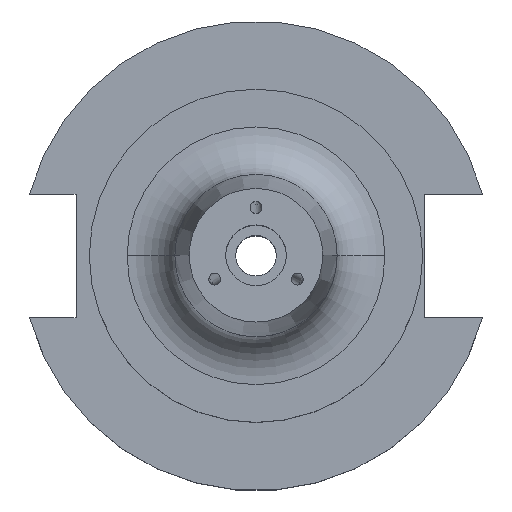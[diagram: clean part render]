
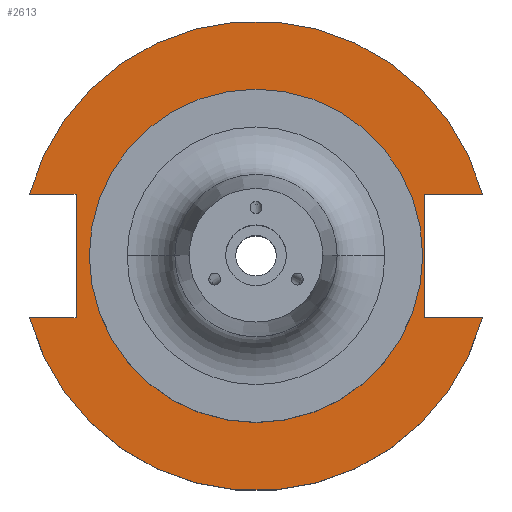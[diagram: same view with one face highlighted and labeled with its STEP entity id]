
A CAD part, top view. The second image highlights one B-rep face of the part: STEP entity #2613.
In plain terms, the highlighted planar face has unit normal (0, 0, 1).
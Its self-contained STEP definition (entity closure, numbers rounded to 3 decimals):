
#29 = FACE_OUTER_BOUND ( 'NONE', #2022, .T. ) ;
#40 = CARTESIAN_POINT ( 'NONE',  ( -34.925, 0., 19.05 ) ) ;
#46 = DIRECTION ( 'NONE',  ( -1., 0., 0. ) ) ;
#77 = CARTESIAN_POINT ( 'NONE',  ( -47.477, 12.954, 19.05 ) ) ;
#127 = VECTOR ( 'NONE', #425, 1000. ) ;
#137 = CIRCLE ( 'NONE', #2333, 34.925 ) ;
#162 = CARTESIAN_POINT ( 'NONE',  ( -37.719, 12.954, 19.05 ) ) ;
#176 = DIRECTION ( 'NONE',  ( 1., 0., 0. ) ) ;
#218 = DIRECTION ( 'NONE',  ( 0., 0., 1. ) ) ;
#232 = CARTESIAN_POINT ( 'NONE',  ( 35.306, 12.954, 19.05 ) ) ;
#313 = CARTESIAN_POINT ( 'NONE',  ( -63.719, 12.954, 19.05 ) ) ;
#345 = ORIENTED_EDGE ( 'NONE', *, *, #1882, .F. ) ;
#369 = AXIS2_PLACEMENT_3D ( 'NONE', #1629, #395, #1841 ) ;
#395 = DIRECTION ( 'NONE',  ( 0., 0., 1. ) ) ;
#423 = CARTESIAN_POINT ( 'NONE',  ( 0., 49.212, 19.05 ) ) ;
#425 = DIRECTION ( 'NONE',  ( 0., -1., 0. ) ) ;
#455 = ORIENTED_EDGE ( 'NONE', *, *, #1307, .F. ) ;
#499 = CARTESIAN_POINT ( 'NONE',  ( 47.477, 12.954, 19.05 ) ) ;
#592 = VERTEX_POINT ( 'NONE', #962 ) ;
#594 = ORIENTED_EDGE ( 'NONE', *, *, #2552, .T. ) ;
#619 = FACE_BOUND ( 'NONE', #730, .T. ) ;
#675 = LINE ( 'NONE', #1240, #127 ) ;
#706 = CIRCLE ( 'NONE', #1641, 34.925 ) ;
#726 = EDGE_CURVE ( 'NONE', #2120, #2203, #1439, .T. ) ;
#727 = DIRECTION ( 'NONE',  ( -1., 0., 0. ) ) ;
#730 = EDGE_LOOP ( 'NONE', ( #2076, #455 ) ) ;
#747 = DIRECTION ( 'NONE',  ( 0., 0., 1. ) ) ;
#814 = CARTESIAN_POINT ( 'NONE',  ( 35.306, 12.954, 19.05 ) ) ;
#828 = PLANE ( 'NONE',  #2608 ) ;
#829 = LINE ( 'NONE', #1740, #1245 ) ;
#870 = EDGE_CURVE ( 'NONE', #904, #1763, #1067, .T. ) ;
#874 = CARTESIAN_POINT ( 'NONE',  ( 0., 0., 19.05 ) ) ;
#904 = VERTEX_POINT ( 'NONE', #2628 ) ;
#925 = VERTEX_POINT ( 'NONE', #1017 ) ;
#960 = DIRECTION ( 'NONE',  ( 0., 0., 1. ) ) ;
#962 = CARTESIAN_POINT ( 'NONE',  ( 47.477, -12.954, 19.05 ) ) ;
#1003 = ORIENTED_EDGE ( 'NONE', *, *, #870, .F. ) ;
#1017 = CARTESIAN_POINT ( 'NONE',  ( 35.306, -12.954, 19.05 ) ) ;
#1067 = LINE ( 'NONE', #1189, #2168 ) ;
#1079 = DIRECTION ( 'NONE',  ( 1., 0., 0. ) ) ;
#1123 = DIRECTION ( 'NONE',  ( 1., 0., 0. ) ) ;
#1149 = CARTESIAN_POINT ( 'NONE',  ( -37.719, 12.954, 19.05 ) ) ;
#1189 = CARTESIAN_POINT ( 'NONE',  ( -63.719, -12.954, 19.05 ) ) ;
#1240 = CARTESIAN_POINT ( 'NONE',  ( 35.306, 12.954, 19.05 ) ) ;
#1245 = VECTOR ( 'NONE', #1123, 1000. ) ;
#1254 = EDGE_CURVE ( 'NONE', #925, #592, #829, .T. ) ;
#1300 = VERTEX_POINT ( 'NONE', #1149 ) ;
#1307 = EDGE_CURVE ( 'NONE', #2623, #1320, #706, .T. ) ;
#1320 = VERTEX_POINT ( 'NONE', #2585 ) ;
#1369 = VECTOR ( 'NONE', #46, 1000. ) ;
#1382 = DIRECTION ( 'NONE',  ( 0., 1., 0. ) ) ;
#1430 = LINE ( 'NONE', #313, #1986 ) ;
#1439 = LINE ( 'NONE', #232, #1369 ) ;
#1462 = EDGE_CURVE ( 'NONE', #1300, #2316, #1430, .T. ) ;
#1529 = AXIS2_PLACEMENT_3D ( 'NONE', #2195, #960, #2400 ) ;
#1629 = CARTESIAN_POINT ( 'NONE',  ( 0., 0., 19.05 ) ) ;
#1641 = AXIS2_PLACEMENT_3D ( 'NONE', #1983, #747, #2191 ) ;
#1740 = CARTESIAN_POINT ( 'NONE',  ( 35.306, -12.954, 19.05 ) ) ;
#1763 = VERTEX_POINT ( 'NONE', #1924 ) ;
#1841 = DIRECTION ( 'NONE',  ( 1., 0., 0. ) ) ;
#1853 = ORIENTED_EDGE ( 'NONE', *, *, #1462, .F. ) ;
#1882 = EDGE_CURVE ( 'NONE', #2203, #925, #675, .T. ) ;
#1924 = CARTESIAN_POINT ( 'NONE',  ( -37.719, -12.954, 19.05 ) ) ;
#1954 = ORIENTED_EDGE ( 'NONE', *, *, #726, .F. ) ;
#1963 = ORIENTED_EDGE ( 'NONE', *, *, #2434, .F. ) ;
#1976 = EDGE_CURVE ( 'NONE', #1320, #2623, #137, .T. ) ;
#1977 = VECTOR ( 'NONE', #1382, 1000. ) ;
#1983 = CARTESIAN_POINT ( 'NONE',  ( 0., 0., 19.05 ) ) ;
#1986 = VECTOR ( 'NONE', #727, 1000. ) ;
#2022 = EDGE_LOOP ( 'NONE', ( #594, #2300, #345, #1954, #2479, #1853, #1963, #1003 ) ) ;
#2074 = DIRECTION ( 'NONE',  ( 1., 0., 0. ) ) ;
#2076 = ORIENTED_EDGE ( 'NONE', *, *, #1976, .F. ) ;
#2120 = VERTEX_POINT ( 'NONE', #499 ) ;
#2168 = VECTOR ( 'NONE', #176, 1000. ) ;
#2191 = DIRECTION ( 'NONE',  ( 1., 0., 0. ) ) ;
#2195 = CARTESIAN_POINT ( 'NONE',  ( 0., 0., 19.05 ) ) ;
#2203 = VERTEX_POINT ( 'NONE', #814 ) ;
#2228 = CIRCLE ( 'NONE', #1529, 49.212 ) ;
#2300 = ORIENTED_EDGE ( 'NONE', *, *, #1254, .F. ) ;
#2308 = DIRECTION ( 'NONE',  ( 0., 0., 1. ) ) ;
#2316 = VERTEX_POINT ( 'NONE', #77 ) ;
#2332 = CIRCLE ( 'NONE', #369, 49.212 ) ;
#2333 = AXIS2_PLACEMENT_3D ( 'NONE', #874, #2308, #1079 ) ;
#2382 = EDGE_CURVE ( 'NONE', #2120, #2316, #2228, .T. ) ;
#2400 = DIRECTION ( 'NONE',  ( 1., 0., 0. ) ) ;
#2434 = EDGE_CURVE ( 'NONE', #1763, #1300, #2523, .T. ) ;
#2479 = ORIENTED_EDGE ( 'NONE', *, *, #2382, .T. ) ;
#2523 = LINE ( 'NONE', #162, #1977 ) ;
#2552 = EDGE_CURVE ( 'NONE', #904, #592, #2332, .T. ) ;
#2585 = CARTESIAN_POINT ( 'NONE',  ( 34.925, 0., 19.05 ) ) ;
#2608 = AXIS2_PLACEMENT_3D ( 'NONE', #423, #218, #2074 ) ;
#2613 = ADVANCED_FACE ( 'NONE', ( #619, #29 ), #828, .T. ) ;
#2623 = VERTEX_POINT ( 'NONE', #40 ) ;
#2628 = CARTESIAN_POINT ( 'NONE',  ( -47.477, -12.954, 19.05 ) ) ;
